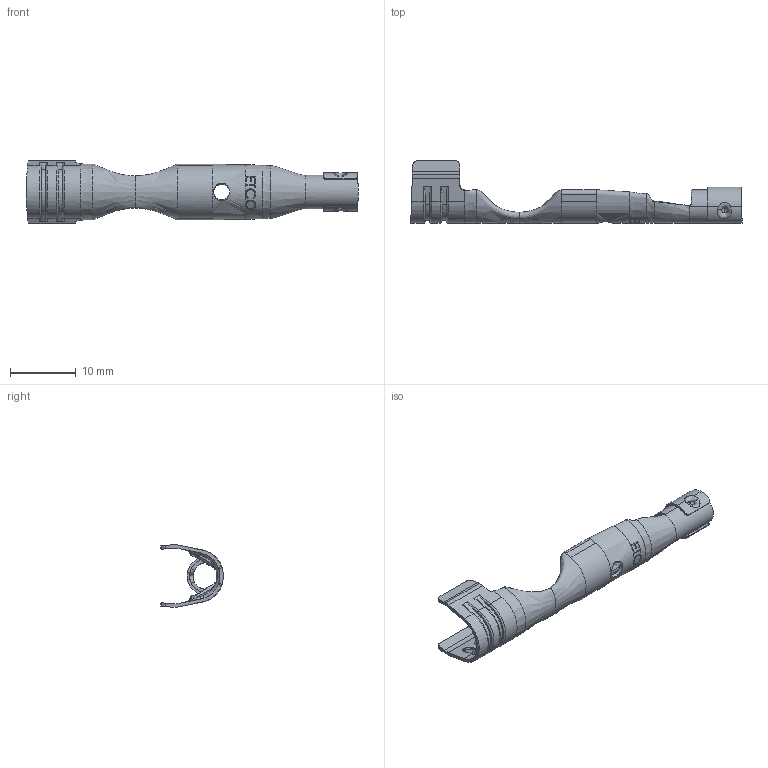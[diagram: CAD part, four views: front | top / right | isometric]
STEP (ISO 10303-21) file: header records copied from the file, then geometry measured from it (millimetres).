
FILE_DESCRIPTION (( 'STEP AP203' ), '1' );
FILE_NAME ('DT1007.STEP', '2019-11-06T16:16:14', ( 'tempuser' ), ( 'Microsoft' ), 'SwSTEP 2.0', 'SolidWorks 2019', '' );
FILE_SCHEMA (( 'CONFIG_CONTROL_DESIGN' ));
Length unit declared in the file: inch
Products named in the file (3): DT1007; SCA209 expanded for mating_SCA209; DT1007_DT1007 without carrier
Assembly tree (2 placements, depth 2):
  DT1007
    DT1007_DT1007 without carrier
    SCA209 expanded for mating_SCA209
Bounding box: 50.53 x 9.53 x 9.53 mm (x, y, z)
Volume: 347.3 mm3; surface area: 1645.2 mm2
Topology: 4 solids, 4 shells, 328 faces, 974 edges, 651 vertices
Faces by surface type: bspline 181, plane 64, cylinder 61, torus 8, sphere 8, cone 6
Entity records: 20504 total; most frequent: CARTESIAN_POINT 12877, ORIENTED_EDGE 1948, EDGE_CURVE 974, DIRECTION 956, VERTEX_POINT 651, B_SPLINE_CURVE_WITH_KNOTS 509, AXIS2_PLACEMENT_3D 367, EDGE_LOOP 331
